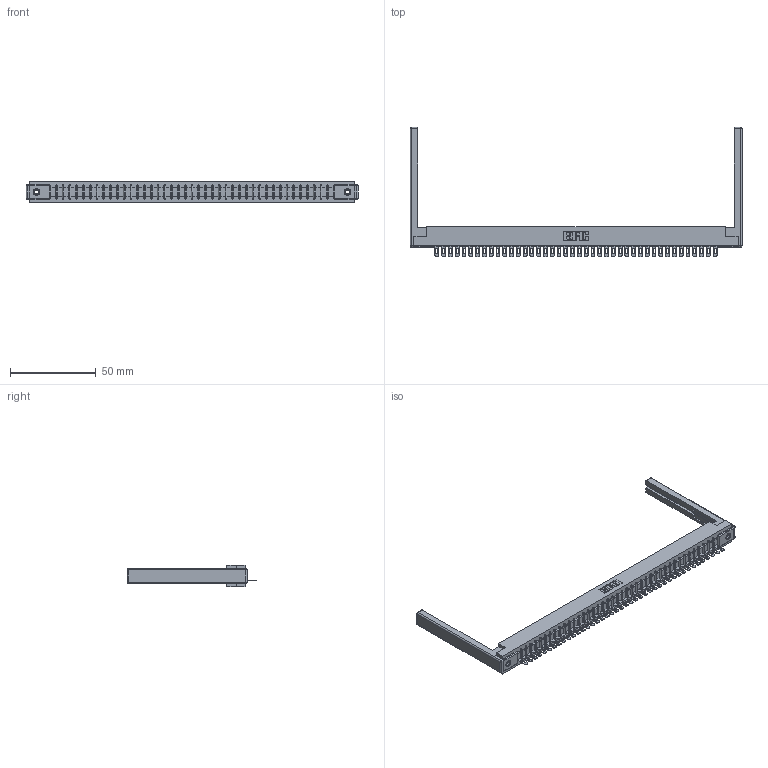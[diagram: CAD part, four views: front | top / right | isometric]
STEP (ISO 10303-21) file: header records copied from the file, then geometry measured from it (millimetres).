
FILE_DESCRIPTION (( 'STEP AP203' ), '1' );
FILE_NAME ('357-042-501-168.STEP', '2019-09-17T10:11:08', ( '' ), ( '' ), 'SwSTEP 2.0', 'SolidWorks 2016', '' );
FILE_SCHEMA (( 'CONFIG_CONTROL_DESIGN' ));
Length unit declared in the file: inch
Products named in the file (5): 307-220-068; 307 Part_.156 Dia Mounting Holes; 345-250-001_345-250-001-102; 357-042-501-168; 307-290-002_501
Assembly tree (47 placements, depth 2):
  357-042-501-168
    307 Part_.156 Dia Mounting Holes
    307-290-002_501  x42
    307-220-068  x2
    345-250-001_345-250-001-102  x2
Bounding box: 193.85 x 75.39 x 12.7 mm (x, y, z)
Volume: 25158.9 mm3; surface area: 30374.2 mm2
Topology: 47 solids, 47 shells, 3507 faces, 10709 edges, 7002 vertices
Faces by surface type: plane 2006, cylinder 1391, sphere 94, cone 12, torus 4
Entity records: 39559 total; most frequent: CARTESIAN_POINT 6637, ORIENTED_EDGE 6616, DIRECTION 6470, EDGE_CURVE 3308, VECTOR 2528, LINE 2528, VERTEX_POINT 2138, AXIS2_PLACEMENT_3D 1971
